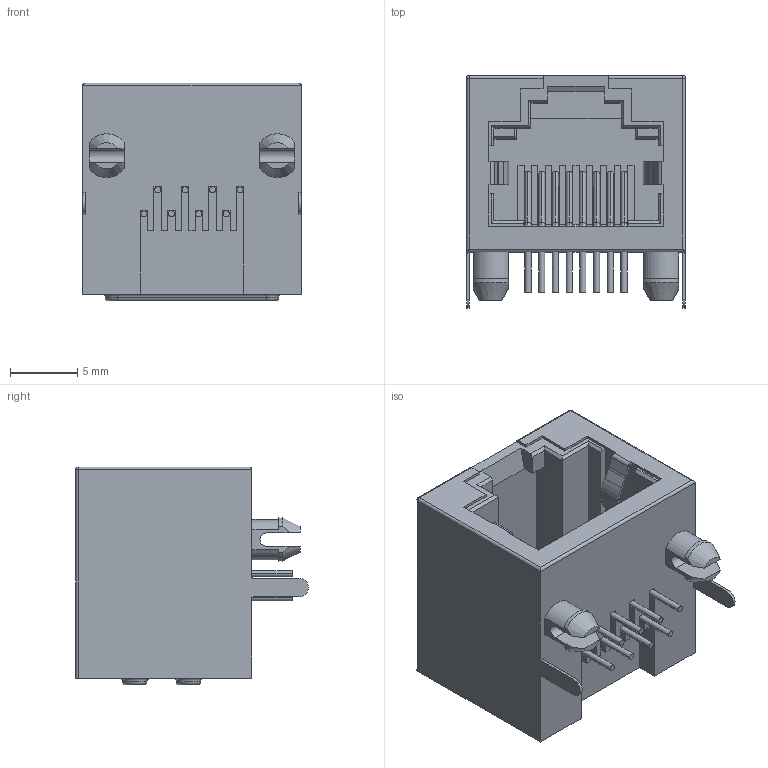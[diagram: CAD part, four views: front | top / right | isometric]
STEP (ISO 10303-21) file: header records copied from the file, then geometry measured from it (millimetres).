
FILE_DESCRIPTION((''),'2;1');
FILE_NAME('FRJ45006-1100K6K0200','2021-12-02T',('工程三'),(''),'PRO/ENGINEER BY PARAMETRIC TECHNOLOGY CORPORATION, 2010280','PRO/ENGINEER BY PARAMETRIC TECHNOLOGY CORPORATION, 2010280','');
FILE_SCHEMA(('CONFIG_CONTROL_DESIGN'));
Length unit declared in the file: millimetre
Products named in the file (1): FRJ45006-1100K6K0200
Bounding box: 16.26 x 17.3 x 16.2 mm (x, y, z)
Volume: 1927 mm3; surface area: 2636.7 mm2
Topology: 1 solids, 1 shells, 333 faces, 881 edges, 570 vertices
Faces by surface type: plane 221, cylinder 82, torus 24, cone 4, sphere 2
Entity records: 10463 total; most frequent: CARTESIAN_POINT 2050, ORIENTED_EDGE 1762, DIRECTION 1721, EDGE_CURVE 881, VECTOR 639, LINE 639, VERTEX_POINT 570, AXIS2_PLACEMENT_3D 541
